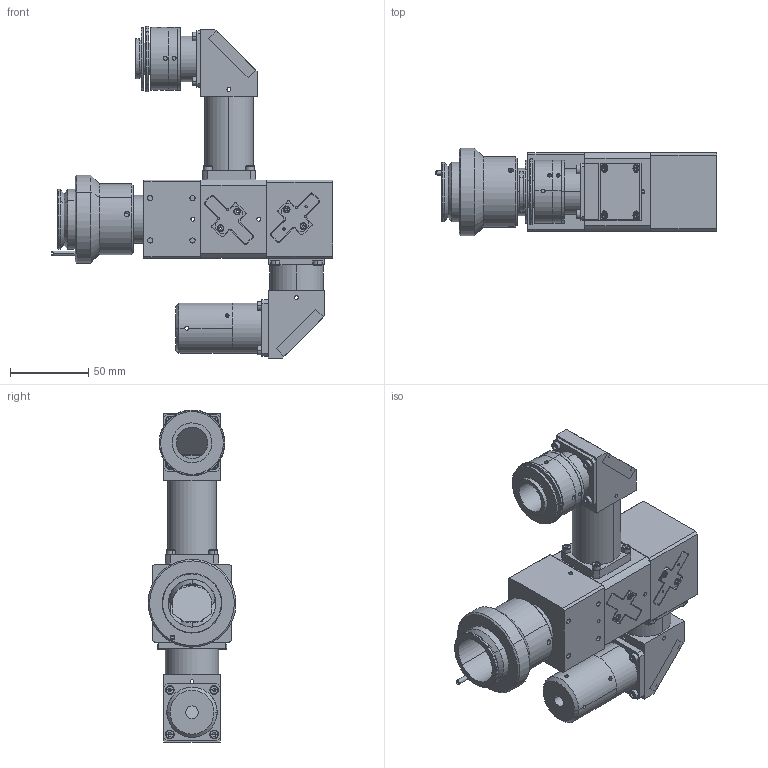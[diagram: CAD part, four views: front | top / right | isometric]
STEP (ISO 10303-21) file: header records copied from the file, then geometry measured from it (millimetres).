
FILE_DESCRIPTION (( 'STEP AP203' ), '1' );
FILE_NAME ('XF-VM3-LA1X-C1-NIR-V6.1.STEP', '2019-09-26T09:33:43', ( 'zhanghp' ), ( '' ), 'SwSTEP 2.0', 'SolidWorks 2014', '' );
FILE_SCHEMA (( 'CONFIG_CONTROL_DESIGN' ));
Length unit declared in the file: millimetre
Products named in the file (1): XF-VM3-LA1X-C1-NIR-V6.1
Bounding box: 179.1 x 55.97 x 211.55 mm (x, y, z)
Surface area: 97596.8 mm2 (no closed solid volume)
Topology: 0 solids, 72 shells, 899 faces, 2787 edges, 1891 vertices
Faces by surface type: plane 458, cylinder 307, cone 70, torus 64
Entity records: 32847 total; most frequent: CARTESIAN_POINT 8024, DIRECTION 5340, ORIENTED_EDGE 4496, EDGE_CURVE 2739, VERTEX_POINT 1891, AXIS2_PLACEMENT_3D 1838, VECTOR 1664, LINE 1664
